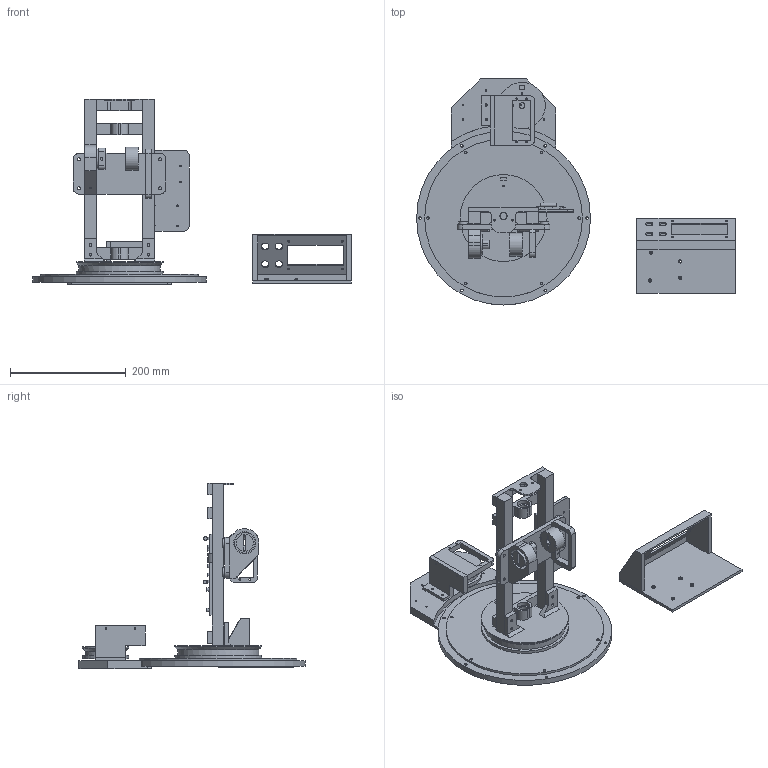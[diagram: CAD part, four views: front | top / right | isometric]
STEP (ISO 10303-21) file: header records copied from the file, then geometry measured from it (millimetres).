
FILE_DESCRIPTION(/* description */ (''),/* implementation_level */ '2;1');
FILE_NAME(/* name */ 'c2abd0ee-3956-4b6a-950e-4ece0da23371.stp',/* time_stamp */ '2019-01-08T10:23:31+00:00',/* author */ (''),/* organization */ (''),/* preprocessor_version */ 'ST-DEVELOPER v17.2',/* originating_system */ 'Autodesk Translation Framework v7.6.0.251',/* authorisation */ '');
FILE_SCHEMA (('AUTOMOTIVE_DESIGN { 1 0 10303 214 3 1 1 }'));
Length unit declared in the file: millimetre
Products named in the file (2): Eggs01; linAct01 v1
Assembly tree (1 placements, depth 2):
  Eggs01
    linAct01 v1
Bounding box: 550 x 390 x 320 mm (x, y, z)
Volume: 1957250.6 mm3; surface area: 558289.7 mm2
Topology: 20 solids, 20 shells, 436 faces, 1078 edges, 717 vertices
Faces by surface type: plane 239, cylinder 177, cone 18, bspline 2
Full cylindrical faces by diameter (mm): 2.1 x2, 2.2 x12, 2.236 x1, 2.4 x3, 2.5 x8, 2.8 x28, 3.5 x6, 3.8 x2, 4 x4, 4.5 x24, 5 x4, 5.2 x4, 5.5 x8, 6 x4, 6.462 x2, 10 x2, 12 x1, 12.5 x1, 13.5 x4, 15 x6, 22.3 x4, 29.5 x1, 35.5 x1, 38.25 x1, 40 x1, 42.25 x1, 80 x2, 150 x2, 247 x1, 272 x1
Entity records: 13655 total; most frequent: CARTESIAN_POINT 2422, DIRECTION 2335, ORIENTED_EDGE 2156, EDGE_CURVE 1078, AXIS2_PLACEMENT_3D 837, VERTEX_POINT 717, EDGE_LOOP 685, LINE 661
